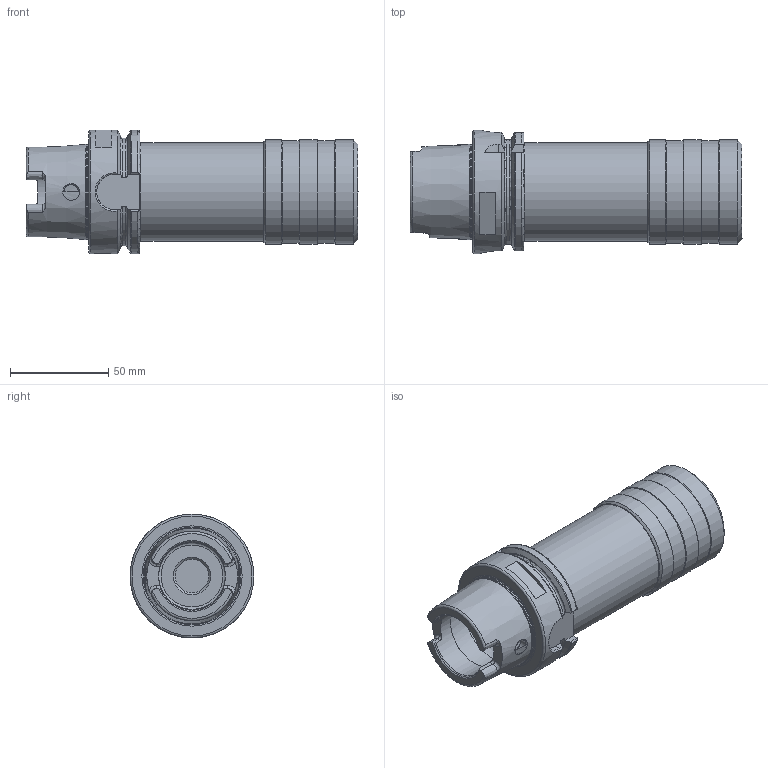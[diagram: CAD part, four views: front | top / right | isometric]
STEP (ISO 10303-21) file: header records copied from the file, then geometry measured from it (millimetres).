
FILE_DESCRIPTION(/* description */ (''),/* implementation_level */ '2;1');
FILE_NAME(/* name */ 'HSK063A-TC2-137.stp',/* time_stamp */ '2019-08-02T15:11:36-05:00',/* author */ ('ldfli'),/* organization */ (''),/* preprocessor_version */ 'ST-DEVELOPER v18',/* originating_system */ 'Autodesk Inventor LT',/* authorisation */ '');
FILE_SCHEMA (('AUTOMOTIVE_DESIGN { 1 0 10303 214 3 1 1 }'));
Length unit declared in the file: millimetre
Products named in the file (1): HSK063A-TC2-137
Bounding box: 169 x 63 x 63 mm (x, y, z)
Volume: 254613.5 mm3; surface area: 54574.5 mm2
Topology: 1 solids, 2 shells, 176 faces, 519 edges, 357 vertices
Faces by surface type: plane 63, cylinder 42, cone 32, torus 26, bspline 13
Full cylindrical faces by diameter (mm): 7.5 x2, 10 x1, 14 x1, 17 x1, 18 x1, 19 x1, 31 x1, 31.4 x1, 34 x2, 37.6 x1, 38 x1, 40 x1, 41 x2, 41.6 x1, 42 x1, 46 x1, 48.241 x1, 50 x2, 52.4 x2, 53 x3, 63 x1
Entity records: 7469 total; most frequent: CARTESIAN_POINT 2800, ORIENTED_EDGE 1042, DIRECTION 939, EDGE_CURVE 521, AXIS2_PLACEMENT_3D 396, VERTEX_POINT 359, CIRCLE 233, EDGE_LOOP 192
